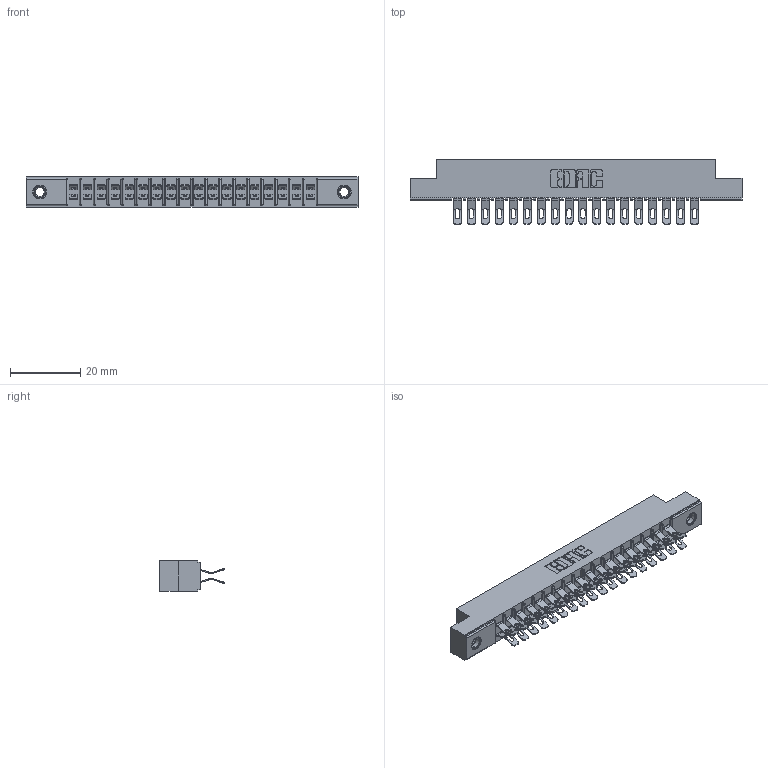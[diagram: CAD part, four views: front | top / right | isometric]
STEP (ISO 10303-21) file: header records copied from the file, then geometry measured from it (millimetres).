
FILE_DESCRIPTION (( 'STEP AP203' ), '1' );
FILE_NAME ('305-036-555-507.STEP', '2019-09-09T18:11:33', ( '' ), ( '' ), 'SwSTEP 2.0', 'SolidWorks 2016', '' );
FILE_SCHEMA (( 'CONFIG_CONTROL_DESIGN' ));
Length unit declared in the file: inch
Products named in the file (4): 305-290-001_555; 305-036-555-507; 305 Part_.156 Dia; 345-250-001_345-250-005-103
Assembly tree (39 placements, depth 2):
  305-036-555-507
    305 Part_.156 Dia
    305-290-001_555  x36
    345-250-001_345-250-005-103  x2
Bounding box: 94.34 x 18.41 x 8.71 mm (x, y, z)
Volume: 5761.6 mm3; surface area: 11863.2 mm2
Topology: 39 solids, 39 shells, 2552 faces, 7562 edges, 4936 vertices
Faces by surface type: plane 1252, cylinder 1212, sphere 72, cone 12, torus 4
Entity records: 24220 total; most frequent: CARTESIAN_POINT 4009, ORIENTED_EDGE 3960, DIRECTION 3902, EDGE_CURVE 1980, LINE 1552, VECTOR 1552, VERTEX_POINT 1266, AXIS2_PLACEMENT_3D 1175
